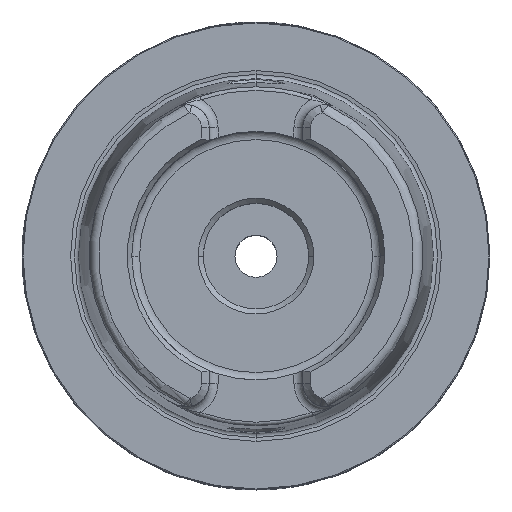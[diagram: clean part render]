
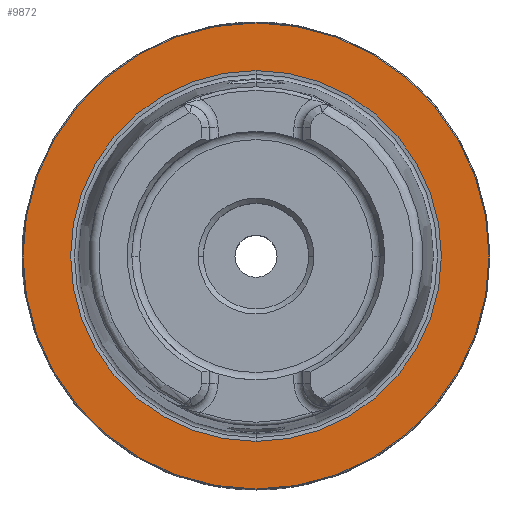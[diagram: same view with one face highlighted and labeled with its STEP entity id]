
A CAD part, top view. The second image highlights one B-rep face of the part: STEP entity #9872.
In plain terms, the highlighted planar face has unit normal (0, 0, 1).
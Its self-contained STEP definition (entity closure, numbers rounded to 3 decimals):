
#231 = EDGE_LOOP ( 'NONE', ( #10262, #554 ) ) ;
#318 = DIRECTION ( 'NONE',  ( 0., -1., 0. ) ) ;
#554 = ORIENTED_EDGE ( 'NONE', *, *, #8535, .T. ) ;
#598 = AXIS2_PLACEMENT_3D ( 'NONE', #7049, #1445, #7983 ) ;
#842 = CARTESIAN_POINT ( 'NONE',  ( 0., 0., 0. ) ) ;
#1445 = DIRECTION ( 'NONE',  ( 0., 0., -1. ) ) ;
#1771 = AXIS2_PLACEMENT_3D ( 'NONE', #10021, #4369, #10956 ) ;
#1789 = DIRECTION ( 'NONE',  ( 0., -1., 0. ) ) ;
#2421 = EDGE_CURVE ( 'NONE', #5076, #9918, #5897, .T. ) ;
#3414 = AXIS2_PLACEMENT_3D ( 'NONE', #11563, #5919, #318 ) ;
#3760 = AXIS2_PLACEMENT_3D ( 'NONE', #11938, #11947, #11952 ) ;
#4323 = EDGE_LOOP ( 'NONE', ( #7423, #7722 ) ) ;
#4340 = VERTEX_POINT ( 'NONE', #5532 ) ;
#4369 = DIRECTION ( 'NONE',  ( 0., 0., -1. ) ) ;
#4774 = FACE_OUTER_BOUND ( 'NONE', #4323, .T. ) ;
#5076 = VERTEX_POINT ( 'NONE', #12062 ) ;
#5532 = CARTESIAN_POINT ( 'NONE',  ( 0., -39.59, 0. ) ) ;
#5897 = CIRCLE ( 'NONE', #3760, 49.765 ) ;
#5919 = DIRECTION ( 'NONE',  ( 0., 0., 1. ) ) ;
#6418 = AXIS2_PLACEMENT_3D ( 'NONE', #842, #7373, #1789 ) ;
#7049 = CARTESIAN_POINT ( 'NONE',  ( 0., 0., 0. ) ) ;
#7141 = EDGE_CURVE ( 'NONE', #4340, #9534, #8511, .T. ) ;
#7373 = DIRECTION ( 'NONE',  ( 0., 0., 1. ) ) ;
#7423 = ORIENTED_EDGE ( 'NONE', *, *, #11333, .T. ) ;
#7722 = ORIENTED_EDGE ( 'NONE', *, *, #2421, .T. ) ;
#7781 = PLANE ( 'NONE',  #3414 ) ;
#7983 = DIRECTION ( 'NONE',  ( 0., 1., 0. ) ) ;
#8511 = CIRCLE ( 'NONE', #1771, 39.59 ) ;
#8535 = EDGE_CURVE ( 'NONE', #9534, #4340, #10862, .T. ) ;
#8919 = CARTESIAN_POINT ( 'NONE',  ( 0., 39.59, 0. ) ) ;
#9177 = CIRCLE ( 'NONE', #6418, 49.765 ) ;
#9494 = FACE_BOUND ( 'NONE', #231, .T. ) ;
#9534 = VERTEX_POINT ( 'NONE', #8919 ) ;
#9872 = ADVANCED_FACE ( 'NONE', ( #4774, #9494 ), #7781, .T. ) ;
#9918 = VERTEX_POINT ( 'NONE', #10692 ) ;
#10021 = CARTESIAN_POINT ( 'NONE',  ( 0., 0., 0. ) ) ;
#10262 = ORIENTED_EDGE ( 'NONE', *, *, #7141, .T. ) ;
#10692 = CARTESIAN_POINT ( 'NONE',  ( 0., -49.765, 0. ) ) ;
#10862 = CIRCLE ( 'NONE', #598, 39.59 ) ;
#10956 = DIRECTION ( 'NONE',  ( 0., 1., 0. ) ) ;
#11333 = EDGE_CURVE ( 'NONE', #9918, #5076, #9177, .T. ) ;
#11563 = CARTESIAN_POINT ( 'NONE',  ( 0., 49.965, 0. ) ) ;
#11938 = CARTESIAN_POINT ( 'NONE',  ( 0., 0., 0. ) ) ;
#11947 = DIRECTION ( 'NONE',  ( 0., 0., 1. ) ) ;
#11952 = DIRECTION ( 'NONE',  ( 0., -1., 0. ) ) ;
#12062 = CARTESIAN_POINT ( 'NONE',  ( 0., 49.765, 0. ) ) ;
